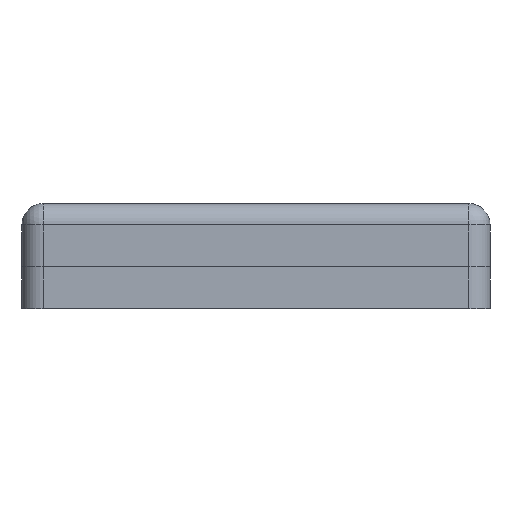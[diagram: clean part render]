
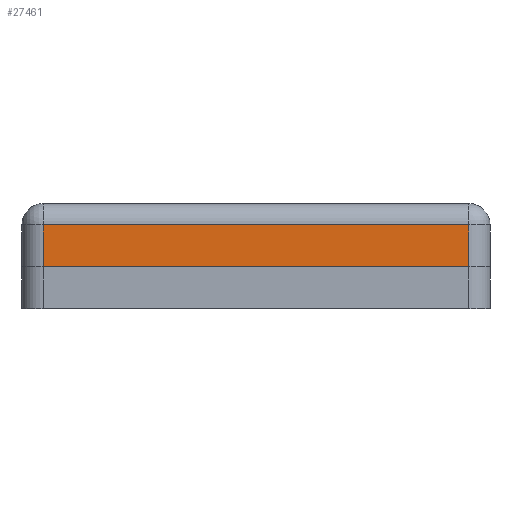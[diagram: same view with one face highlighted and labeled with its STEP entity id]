
A CAD part, left-side view. The second image highlights one B-rep face of the part: STEP entity #27461.
In plain terms, the highlighted face is planar.
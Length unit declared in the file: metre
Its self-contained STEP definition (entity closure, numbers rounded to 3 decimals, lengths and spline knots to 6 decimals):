
#1848=LINE('',#40011,#4318);
#1894=LINE('',#40140,#4364);
#1895=LINE('',#40142,#4365);
#1896=LINE('',#40144,#4366);
#4318=VECTOR('',#32640,1.);
#4364=VECTOR('',#32756,1.);
#4365=VECTOR('',#32757,1.);
#4366=VECTOR('',#32758,1.);
#6937=ORIENTED_EDGE('',*,*,#14708,.F.);
#6938=ORIENTED_EDGE('',*,*,#14775,.T.);
#6939=ORIENTED_EDGE('',*,*,#14776,.T.);
#6940=ORIENTED_EDGE('',*,*,#14777,.T.);
#14708=EDGE_CURVE('',#18644,#18645,#1848,.T.);
#14775=EDGE_CURVE('',#18644,#18693,#1894,.T.);
#14776=EDGE_CURVE('',#18693,#18694,#1895,.T.);
#14777=EDGE_CURVE('',#18694,#18645,#1896,.F.);
#18644=VERTEX_POINT('',#40010);
#18645=VERTEX_POINT('',#40012);
#18693=VERTEX_POINT('',#40141);
#18694=VERTEX_POINT('',#40143);
#22273=EDGE_LOOP('',(#6937,#6938,#6939,#6940));
#24410=FACE_BOUND('',#22273,.T.);
#26533=PLANE('',#30142);
#27461=ADVANCED_FACE('',(#24410),#26533,.F.);
#30142=AXIS2_PLACEMENT_3D('',#40139,#32754,#32755);
#32640=DIRECTION('',(1.,0.,0.));
#32754=DIRECTION('',(0.,1.,0.));
#32755=DIRECTION('',(0.,0.,1.));
#32756=DIRECTION('',(0.,0.,-1.));
#32757=DIRECTION('',(1.,0.,0.));
#32758=DIRECTION('',(0.,0.,-1.));
#40010=CARTESIAN_POINT('',(-0.019876,-0.01,0.01475));
#40011=CARTESIAN_POINT('',(0.029624,-0.01,0.01475));
#40012=CARTESIAN_POINT('',(0.079124,-0.01,0.01475));
#40139=CARTESIAN_POINT('',(0.029624,-0.01,0.0025));
#40140=CARTESIAN_POINT('',(-0.019876,-0.01,0.0025));
#40141=CARTESIAN_POINT('',(-0.019876,-0.01,0.005));
#40142=CARTESIAN_POINT('',(0.029624,-0.01,0.005));
#40143=CARTESIAN_POINT('',(0.079124,-0.01,0.005));
#40144=CARTESIAN_POINT('',(0.079124,-0.01,0.01475));
